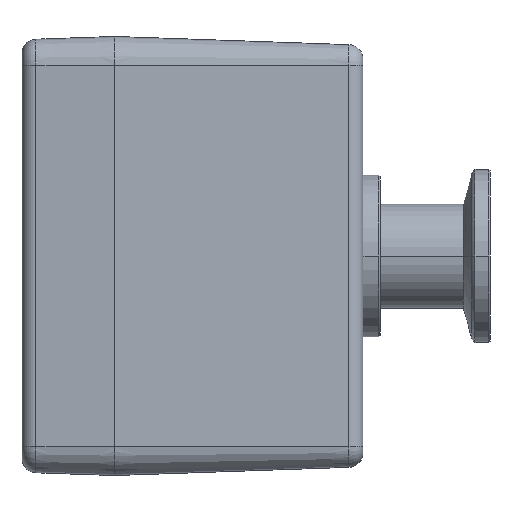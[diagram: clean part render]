
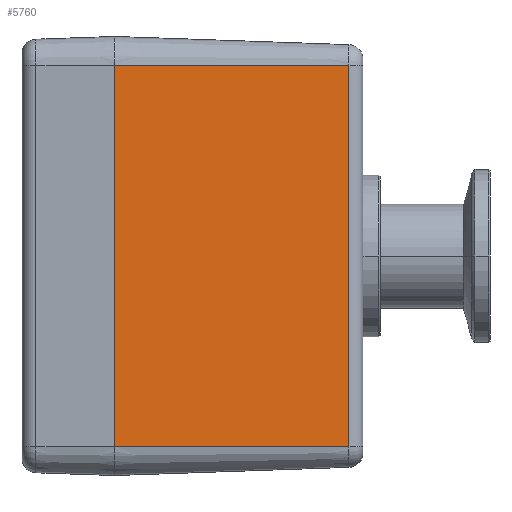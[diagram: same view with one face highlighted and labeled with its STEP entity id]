
A CAD part, left-side view. The second image highlights one B-rep face of the part: STEP entity #5760.
In plain terms, the highlighted planar face has unit normal (-0.999, -0.035, 0).
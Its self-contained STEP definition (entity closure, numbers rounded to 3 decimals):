
#312 = ORIENTED_EDGE ( 'NONE', *, *, #6139, .T. ) ;
#565 = CARTESIAN_POINT ( 'NONE',  ( -47.5, 0., 33. ) ) ;
#628 = VECTOR ( 'NONE', #2959, 1000. ) ;
#917 = ORIENTED_EDGE ( 'NONE', *, *, #3773, .F. ) ;
#956 = VERTEX_POINT ( 'NONE', #1617 ) ;
#1037 = ORIENTED_EDGE ( 'NONE', *, *, #2793, .F. ) ;
#1077 = CARTESIAN_POINT ( 'NONE',  ( -47.5, 0., 33. ) ) ;
#1617 = CARTESIAN_POINT ( 'NONE',  ( -47.5, 0., -33. ) ) ;
#1721 = FACE_OUTER_BOUND ( 'NONE', #3796, .T. ) ;
#1799 = CARTESIAN_POINT ( 'NONE',  ( -47.5, 0., -33. ) ) ;
#2539 = AXIS2_PLACEMENT_3D ( 'NONE', #1799, #5581, #2729 ) ;
#2658 = DIRECTION ( 'NONE',  ( 0., 0., 1. ) ) ;
#2729 = DIRECTION ( 'NONE',  ( 0.035, -0.999, 0. ) ) ;
#2793 = EDGE_CURVE ( 'NONE', #4597, #956, #5296, .T. ) ;
#2959 = DIRECTION ( 'NONE',  ( -0.035, 0.999, 0. ) ) ;
#3453 = DIRECTION ( 'NONE',  ( 0., 0., 1. ) ) ;
#3773 = EDGE_CURVE ( 'NONE', #956, #5579, #5138, .T. ) ;
#3796 = EDGE_LOOP ( 'NONE', ( #1037, #4749, #312, #917 ) ) ;
#3888 = CARTESIAN_POINT ( 'NONE',  ( -47.5, 0., -33. ) ) ;
#3931 = LINE ( 'NONE', #5002, #5065 ) ;
#4025 = VECTOR ( 'NONE', #4357, 1000. ) ;
#4060 = CARTESIAN_POINT ( 'NONE',  ( -46.083, -40.587, 33. ) ) ;
#4091 = EDGE_CURVE ( 'NONE', #4597, #5214, #3931, .T. ) ;
#4117 = LINE ( 'NONE', #1077, #628 ) ;
#4164 = VECTOR ( 'NONE', #3453, 1000. ) ;
#4357 = DIRECTION ( 'NONE',  ( -0.035, 0.999, 0. ) ) ;
#4594 = PLANE ( 'NONE',  #2539 ) ;
#4597 = VERTEX_POINT ( 'NONE', #5397 ) ;
#4749 = ORIENTED_EDGE ( 'NONE', *, *, #4091, .T. ) ;
#5002 = CARTESIAN_POINT ( 'NONE',  ( -46.083, -40.587, -33. ) ) ;
#5065 = VECTOR ( 'NONE', #2658, 1000. ) ;
#5138 = LINE ( 'NONE', #5318, #4164 ) ;
#5214 = VERTEX_POINT ( 'NONE', #4060 ) ;
#5296 = LINE ( 'NONE', #3888, #4025 ) ;
#5318 = CARTESIAN_POINT ( 'NONE',  ( -47.5, 0., -33. ) ) ;
#5397 = CARTESIAN_POINT ( 'NONE',  ( -46.083, -40.587, -33. ) ) ;
#5579 = VERTEX_POINT ( 'NONE', #565 ) ;
#5581 = DIRECTION ( 'NONE',  ( -0.999, -0.035, 0. ) ) ;
#5760 = ADVANCED_FACE ( 'NONE', ( #1721 ), #4594, .T. ) ;
#6139 = EDGE_CURVE ( 'NONE', #5214, #5579, #4117, .T. ) ;
